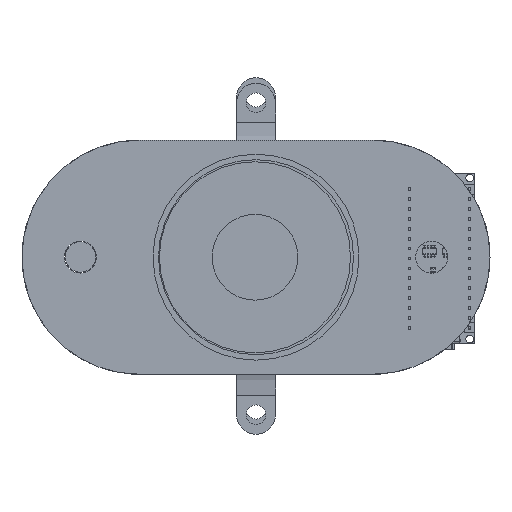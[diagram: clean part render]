
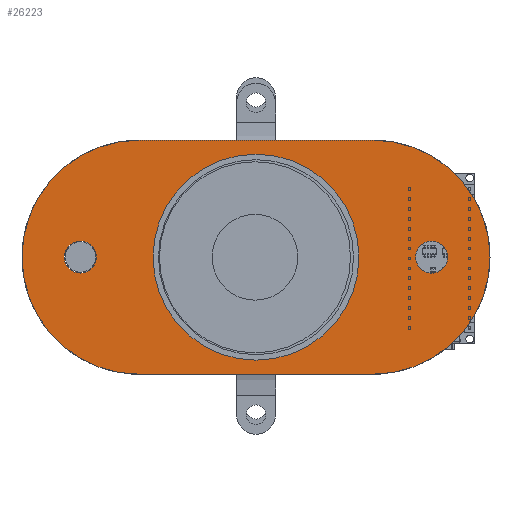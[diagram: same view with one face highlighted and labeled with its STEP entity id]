
A CAD part, front view. The second image highlights one B-rep face of the part: STEP entity #26223.
In plain terms, the highlighted face is planar.
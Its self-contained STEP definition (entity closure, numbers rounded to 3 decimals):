
#488=FACE_BOUND('',#5168,.T.);
#489=FACE_BOUND('',#5169,.T.);
#490=FACE_BOUND('',#5170,.T.);
#1428=CIRCLE('',#28705,30.);
#1431=CIRCLE('',#28710,30.);
#1436=CIRCLE('',#28718,4.1);
#1437=CIRCLE('',#28720,4.1);
#1440=CIRCLE('',#28725,26.4);
#3605=FACE_OUTER_BOUND('',#5167,.T.);
#5167=EDGE_LOOP('',(#22317,#22318,#22319,#22320));
#5168=EDGE_LOOP('',(#22321));
#5169=EDGE_LOOP('',(#22322));
#5170=EDGE_LOOP('',(#22323));
#7776=LINE('',#44826,#10325);
#7792=LINE('',#44878,#10341);
#10325=VECTOR('',#34904,10.);
#10341=VECTOR('',#34956,10.);
#12501=VERTEX_POINT('',#44823);
#12502=VERTEX_POINT('',#44825);
#12519=VERTEX_POINT('',#44875);
#12520=VERTEX_POINT('',#44877);
#12525=VERTEX_POINT('',#44903);
#12526=VERTEX_POINT('',#44907);
#12529=VERTEX_POINT('',#44917);
#15843=EDGE_CURVE('',#12502,#12501,#7776,.T.);
#15869=EDGE_CURVE('',#12520,#12519,#7792,.T.);
#15874=EDGE_CURVE('',#12502,#12519,#1428,.T.);
#15877=EDGE_CURVE('',#12520,#12501,#1431,.T.);
#15883=EDGE_CURVE('',#12525,#12525,#1436,.T.);
#15885=EDGE_CURVE('',#12526,#12526,#1437,.T.);
#15889=EDGE_CURVE('',#12529,#12529,#1440,.T.);
#22317=ORIENTED_EDGE('',*,*,#15877,.F.);
#22318=ORIENTED_EDGE('',*,*,#15869,.T.);
#22319=ORIENTED_EDGE('',*,*,#15874,.F.);
#22320=ORIENTED_EDGE('',*,*,#15843,.T.);
#22321=ORIENTED_EDGE('',*,*,#15883,.T.);
#22322=ORIENTED_EDGE('',*,*,#15885,.T.);
#22323=ORIENTED_EDGE('',*,*,#15889,.F.);
#24898=PLANE('',#28724);
#26223=ADVANCED_FACE('',(#3605,#488,#489,#490),#24898,.T.);
#28705=AXIS2_PLACEMENT_3D('',#44886,#34970,#34971);
#28710=AXIS2_PLACEMENT_3D('',#44891,#34980,#34981);
#28718=AXIS2_PLACEMENT_3D('',#44905,#34997,#34998);
#28720=AXIS2_PLACEMENT_3D('',#44909,#35002,#35003);
#28724=AXIS2_PLACEMENT_3D('',#44916,#35011,#35012);
#28725=AXIS2_PLACEMENT_3D('',#44918,#35013,#35014);
#34904=DIRECTION('',(1.,0.,0.));
#34956=DIRECTION('',(-1.,0.,0.));
#34970=DIRECTION('center_axis',(0.,-1.,0.));
#34971=DIRECTION('ref_axis',(-0.707,0.,0.707));
#34980=DIRECTION('center_axis',(0.,-1.,0.));
#34981=DIRECTION('ref_axis',(0.707,0.,-0.707));
#34997=DIRECTION('center_axis',(0.,-1.,0.));
#34998=DIRECTION('ref_axis',(0.,0.,-1.));
#35002=DIRECTION('center_axis',(0.,-1.,0.));
#35003=DIRECTION('ref_axis',(0.259,0.,-0.966));
#35011=DIRECTION('center_axis',(0.,1.,0.));
#35012=DIRECTION('ref_axis',(1.,0.,0.));
#35013=DIRECTION('center_axis',(0.,1.,0.));
#35014=DIRECTION('ref_axis',(1.,0.,0.));
#44823=CARTESIAN_POINT('',(80.,0.,0.));
#44825=CARTESIAN_POINT('',(20.,0.,0.));
#44826=CARTESIAN_POINT('',(0.,0.,0.));
#44875=CARTESIAN_POINT('',(20.,0.,-60.));
#44877=CARTESIAN_POINT('',(80.,0.,-60.));
#44878=CARTESIAN_POINT('',(100.,0.,-60.));
#44886=CARTESIAN_POINT('Origin',(20.,0.,-30.));
#44891=CARTESIAN_POINT('Origin',(80.,0.,-30.));
#44903=CARTESIAN_POINT('',(4.959,0.,-25.91));
#44905=CARTESIAN_POINT('Origin',(4.959,0.,-30.01));
#44907=CARTESIAN_POINT('',(93.98,0.,-26.04));
#44909=CARTESIAN_POINT('Origin',(95.042,0.,-30.));
#44916=CARTESIAN_POINT('Origin',(50.,0.,-30.));
#44917=CARTESIAN_POINT('',(23.6,0.,-30.));
#44918=CARTESIAN_POINT('Origin',(50.,0.,-30.));
